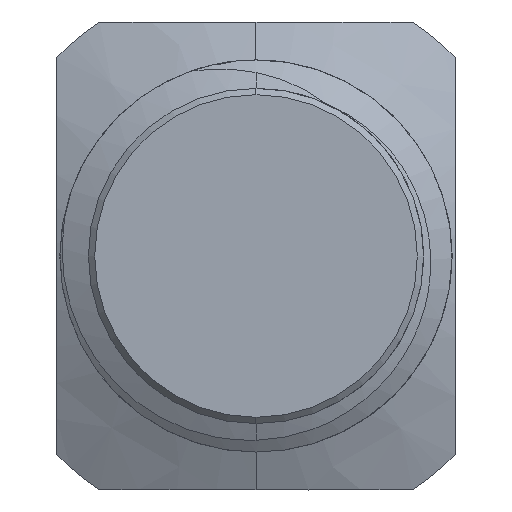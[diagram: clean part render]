
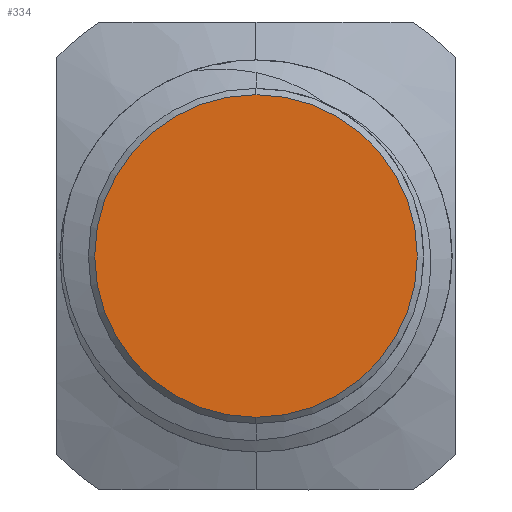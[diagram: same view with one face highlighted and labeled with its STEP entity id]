
A CAD part, left-side view. The second image highlights one B-rep face of the part: STEP entity #334.
In plain terms, the highlighted planar face has unit normal (-1, 0, 0).
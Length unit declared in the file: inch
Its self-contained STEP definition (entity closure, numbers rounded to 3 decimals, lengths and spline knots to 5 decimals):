
#146 = CIRCLE ( 'NONE', #2719, 0.10039 ) ;
#194 = DIRECTION ( 'NONE',  ( -1., 0., 0. ) ) ;
#334 = ADVANCED_FACE ( 'NONE', ( #1768 ), #2025, .T. ) ;
#429 = DIRECTION ( 'NONE',  ( 0., 0., 1. ) ) ;
#880 = CARTESIAN_POINT ( 'NONE',  ( -0.37243, 0., 0. ) ) ;
#1284 = DIRECTION ( 'NONE',  ( 1., 0., 0. ) ) ;
#1384 = EDGE_CURVE ( 'NONE', #2672, #2101, #1528, .T. ) ;
#1432 = CARTESIAN_POINT ( 'NONE',  ( -0.37243, 0., -0.10039 ) ) ;
#1474 = DIRECTION ( 'NONE',  ( 1., 0., 0. ) ) ;
#1528 = CIRCLE ( 'NONE', #2884, 0.10039 ) ;
#1741 = DIRECTION ( 'NONE',  ( 0., 0., -1. ) ) ;
#1761 = EDGE_CURVE ( 'NONE', #2101, #2672, #146, .T. ) ;
#1768 = FACE_OUTER_BOUND ( 'NONE', #2765, .T. ) ;
#1845 = CARTESIAN_POINT ( 'NONE',  ( -0.37243, 0., 0. ) ) ;
#1915 = ORIENTED_EDGE ( 'NONE', *, *, #1761, .F. ) ;
#2025 = PLANE ( 'NONE',  #2740 ) ;
#2101 = VERTEX_POINT ( 'NONE', #1432 ) ;
#2136 = ORIENTED_EDGE ( 'NONE', *, *, #1384, .F. ) ;
#2587 = DIRECTION ( 'NONE',  ( 0., 0., -1. ) ) ;
#2672 = VERTEX_POINT ( 'NONE', #2756 ) ;
#2719 = AXIS2_PLACEMENT_3D ( 'NONE', #880, #1284, #1741 ) ;
#2740 = AXIS2_PLACEMENT_3D ( 'NONE', #2874, #194, #429 ) ;
#2756 = CARTESIAN_POINT ( 'NONE',  ( -0.37243, 0., 0.10039 ) ) ;
#2765 = EDGE_LOOP ( 'NONE', ( #1915, #2136 ) ) ;
#2874 = CARTESIAN_POINT ( 'NONE',  ( -0.37243, 0.09055, 0. ) ) ;
#2884 = AXIS2_PLACEMENT_3D ( 'NONE', #1845, #1474, #2587 ) ;
